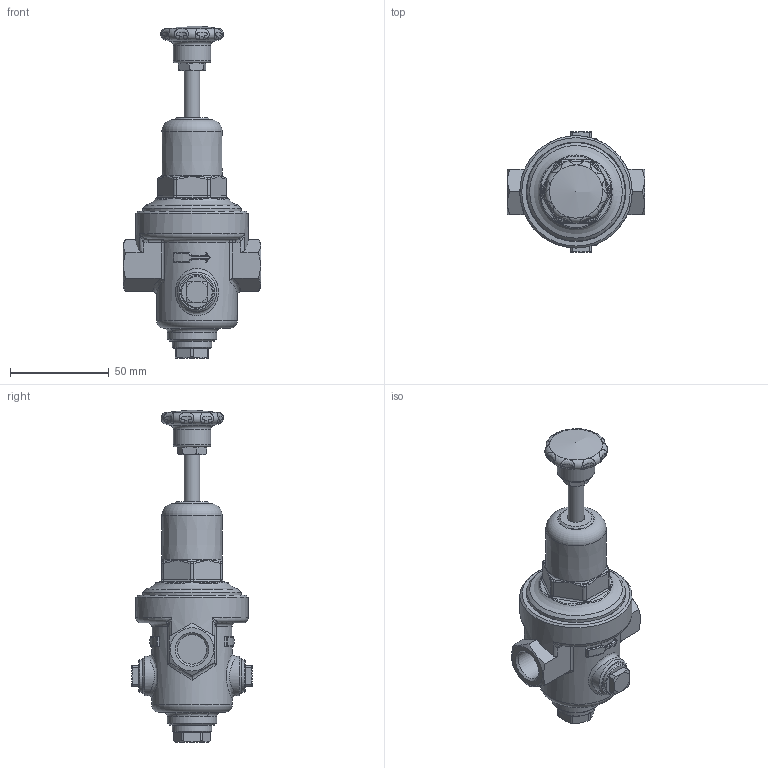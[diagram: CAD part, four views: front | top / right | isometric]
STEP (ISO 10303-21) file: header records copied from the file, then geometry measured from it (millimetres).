
FILE_DESCRIPTION((''),'2;1');
FILE_NAME('002001_002011.stp','2011-12-12T10:42:46',('powierski'),(''),'Autodesk Inventor 2012','Autodesk Inventor 2012','');
FILE_SCHEMA(('AUTOMOTIVE_DESIGN { 1 0 10303 214 1 1 1 1 }'));
Length unit declared in the file: millimetre
Products named in the file (1): 002001_002011_step
Bounding box: 70 x 61 x 168.5 mm (x, y, z)
Volume: 165254.5 mm3; surface area: 27260.3 mm2
Topology: 1 solids, 4 shells, 390 faces, 993 edges, 610 vertices
Faces by surface type: plane 126, bspline 95, cylinder 78, cone 58, torus 28, sphere 5
Full cylindrical faces by diameter (mm): 8 x2, 8.4 x1, 10 x1, 15 x2, 16.5 x2, 19 x1, 20 x3, 25 x1, 27 x1, 41 x1, 50 x1, 57 x1
Entity records: 17090 total; most frequent: CARTESIAN_POINT 8335, ORIENTED_EDGE 1846, DIRECTION 1554, EDGE_CURVE 923, AXIS2_PLACEMENT_3D 662, VERTEX_POINT 586, EDGE_LOOP 451, STYLED_ITEM 391
